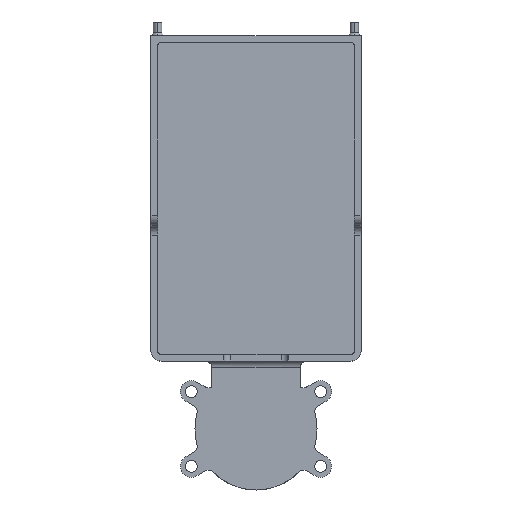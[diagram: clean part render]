
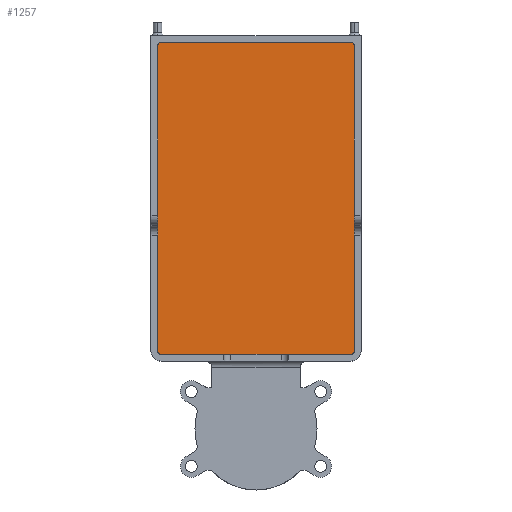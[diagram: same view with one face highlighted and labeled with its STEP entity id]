
A CAD part, top view. The second image highlights one B-rep face of the part: STEP entity #1257.
In plain terms, the highlighted planar face has unit normal (0, 0, 1).
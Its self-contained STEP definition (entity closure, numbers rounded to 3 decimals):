
#17 = CARTESIAN_POINT ( 'NONE',  ( 0., -46., 2. ) ) ;
#27 = ORIENTED_EDGE ( 'NONE', *, *, #2511, .T. ) ;
#57 = DIRECTION ( 'NONE',  ( -1., 0., 0. ) ) ;
#116 = VECTOR ( 'NONE', #2577, 1000. ) ;
#163 = ORIENTED_EDGE ( 'NONE', *, *, #2661, .T. ) ;
#168 = ORIENTED_EDGE ( 'NONE', *, *, #827, .T. ) ;
#183 = DIRECTION ( 'NONE',  ( -1., 0., 0. ) ) ;
#393 = CARTESIAN_POINT ( 'NONE',  ( 0., 0., 2. ) ) ;
#398 = ORIENTED_EDGE ( 'NONE', *, *, #3089, .T. ) ;
#409 = CARTESIAN_POINT ( 'NONE',  ( 0., 46., 2. ) ) ;
#426 = FACE_OUTER_BOUND ( 'NONE', #2643, .T. ) ;
#428 = LINE ( 'NONE', #2959, #2005 ) ;
#476 = CARTESIAN_POINT ( 'NONE',  ( 28., -46., 2. ) ) ;
#564 = VECTOR ( 'NONE', #183, 1000. ) ;
#575 = VERTEX_POINT ( 'NONE', #1897 ) ;
#579 = ORIENTED_EDGE ( 'NONE', *, *, #2531, .T. ) ;
#582 = EDGE_CURVE ( 'NONE', #3251, #662, #2880, .T. ) ;
#590 = DIRECTION ( 'NONE',  ( 0., 0., 1. ) ) ;
#662 = VERTEX_POINT ( 'NONE', #2452 ) ;
#775 = CARTESIAN_POINT ( 'NONE',  ( 28., 46., 2. ) ) ;
#793 = AXIS2_PLACEMENT_3D ( 'NONE', #1518, #989, #1994 ) ;
#827 = EDGE_CURVE ( 'NONE', #575, #3251, #1097, .T. ) ;
#844 = CARTESIAN_POINT ( 'NONE',  ( -28., 45., 2. ) ) ;
#913 = LINE ( 'NONE', #409, #564 ) ;
#949 = VERTEX_POINT ( 'NONE', #1587 ) ;
#978 = DIRECTION ( 'NONE',  ( 0., 1., 0. ) ) ;
#989 = DIRECTION ( 'NONE',  ( 0., 0., 1. ) ) ;
#1052 = VERTEX_POINT ( 'NONE', #1913 ) ;
#1097 = LINE ( 'NONE', #17, #116 ) ;
#1257 = ADVANCED_FACE ( 'NONE', ( #426 ), #2435, .F. ) ;
#1364 = AXIS2_PLACEMENT_3D ( 'NONE', #2153, #2137, #2892 ) ;
#1518 = CARTESIAN_POINT ( 'NONE',  ( 28., 45., 2. ) ) ;
#1587 = CARTESIAN_POINT ( 'NONE',  ( -29., -45., 2. ) ) ;
#1650 = CARTESIAN_POINT ( 'NONE',  ( 29., 45., 2. ) ) ;
#1668 = DIRECTION ( 'NONE',  ( 0., 0., -1. ) ) ;
#1794 = CARTESIAN_POINT ( 'NONE',  ( -29., 0., 2. ) ) ;
#1897 = CARTESIAN_POINT ( 'NONE',  ( -28., -46., 2. ) ) ;
#1913 = CARTESIAN_POINT ( 'NONE',  ( -29., 45., 2. ) ) ;
#1965 = ORIENTED_EDGE ( 'NONE', *, *, #3244, .T. ) ;
#1994 = DIRECTION ( 'NONE',  ( -1., 0., 0. ) ) ;
#2005 = VECTOR ( 'NONE', #978, 1000. ) ;
#2046 = CIRCLE ( 'NONE', #2519, 1. ) ;
#2137 = DIRECTION ( 'NONE',  ( 0., 0., 1. ) ) ;
#2143 = ORIENTED_EDGE ( 'NONE', *, *, #2239, .T. ) ;
#2153 = CARTESIAN_POINT ( 'NONE',  ( 28., -45., 2. ) ) ;
#2179 = VERTEX_POINT ( 'NONE', #775 ) ;
#2220 = ORIENTED_EDGE ( 'NONE', *, *, #582, .T. ) ;
#2239 = EDGE_CURVE ( 'NONE', #2949, #1052, #2046, .T. ) ;
#2338 = AXIS2_PLACEMENT_3D ( 'NONE', #2628, #2854, #2343 ) ;
#2343 = DIRECTION ( 'NONE',  ( -1., 0., 0. ) ) ;
#2370 = VERTEX_POINT ( 'NONE', #1650 ) ;
#2435 = PLANE ( 'NONE',  #2491 ) ;
#2452 = CARTESIAN_POINT ( 'NONE',  ( 29., -45., 2. ) ) ;
#2455 = DIRECTION ( 'NONE',  ( -1., 0., 0. ) ) ;
#2491 = AXIS2_PLACEMENT_3D ( 'NONE', #393, #1668, #2455 ) ;
#2499 = DIRECTION ( 'NONE',  ( 0., -1., 0. ) ) ;
#2501 = VECTOR ( 'NONE', #2499, 1000. ) ;
#2511 = EDGE_CURVE ( 'NONE', #662, #2370, #428, .T. ) ;
#2519 = AXIS2_PLACEMENT_3D ( 'NONE', #844, #590, #57 ) ;
#2531 = EDGE_CURVE ( 'NONE', #2370, #2179, #3099, .T. ) ;
#2577 = DIRECTION ( 'NONE',  ( 1., 0., 0. ) ) ;
#2603 = LINE ( 'NONE', #1794, #2501 ) ;
#2628 = CARTESIAN_POINT ( 'NONE',  ( -28., -45., 2. ) ) ;
#2643 = EDGE_LOOP ( 'NONE', ( #398, #163, #168, #2220, #27, #579, #1965, #2143 ) ) ;
#2661 = EDGE_CURVE ( 'NONE', #949, #575, #2922, .T. ) ;
#2854 = DIRECTION ( 'NONE',  ( 0., 0., 1. ) ) ;
#2880 = CIRCLE ( 'NONE', #1364, 1. ) ;
#2892 = DIRECTION ( 'NONE',  ( -1., 0., 0. ) ) ;
#2922 = CIRCLE ( 'NONE', #2338, 1. ) ;
#2949 = VERTEX_POINT ( 'NONE', #3126 ) ;
#2959 = CARTESIAN_POINT ( 'NONE',  ( 29., 0., 2. ) ) ;
#3089 = EDGE_CURVE ( 'NONE', #1052, #949, #2603, .T. ) ;
#3099 = CIRCLE ( 'NONE', #793, 1. ) ;
#3126 = CARTESIAN_POINT ( 'NONE',  ( -28., 46., 2. ) ) ;
#3244 = EDGE_CURVE ( 'NONE', #2179, #2949, #913, .T. ) ;
#3251 = VERTEX_POINT ( 'NONE', #476 ) ;
